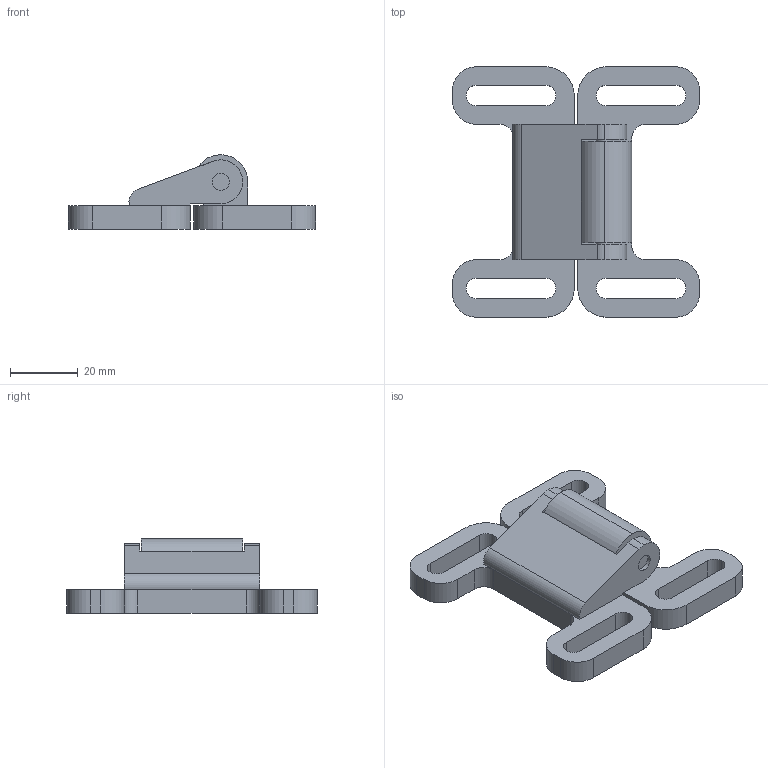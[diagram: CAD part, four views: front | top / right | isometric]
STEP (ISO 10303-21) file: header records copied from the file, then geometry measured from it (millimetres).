
FILE_DESCRIPTION (( 'STEP AP214' ), '1' );
FILE_NAME ('6340020', '2019-02-01T14:38:30', ( '' ), ('JUGARD+KÜNSTNER GmbH'), 'SwSTEP 2.0', 'SolidWorks 2017', '' );
FILE_SCHEMA (( 'AUTOMOTIVE_DESIGN' ));
Length unit declared in the file: millimetre
Products named in the file (3): 6340020_CNAJF00; Kopie von 6340020^Kugelschnaepper PA; Kopie von Kugelschn_X2_00E4_X0_pper^Kugelschnaepper PA
Assembly tree (2 placements, depth 2):
  6340020_CNAJF00
    Kopie von 6340020^Kugelschnaepper PA
    Kopie von Kugelschn_X2_00E4_X0_pper^Kugelschnaepper PA
Bounding box: 73 x 74 x 22 mm (x, y, z)
Volume: 34202 mm3; surface area: 14836.6 mm2
Topology: 2 solids, 2 shells, 91 faces, 247 edges, 164 vertices
Faces by surface type: cylinder 46, plane 45
Entity records: 3027 total; most frequent: DIRECTION 531, CARTESIAN_POINT 507, ORIENTED_EDGE 494, EDGE_CURVE 247, AXIS2_PLACEMENT_3D 188, VERTEX_POINT 164, VECTOR 155, LINE 155
